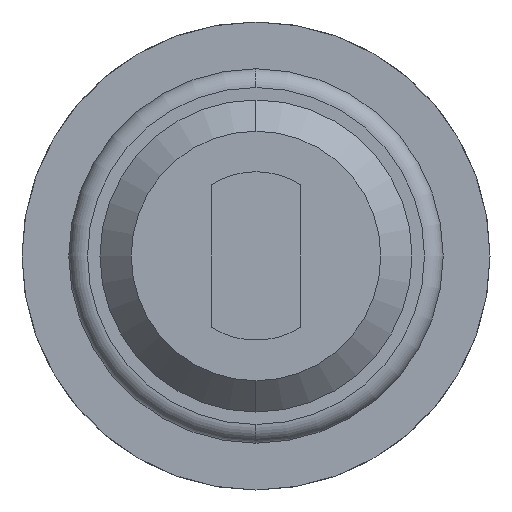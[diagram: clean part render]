
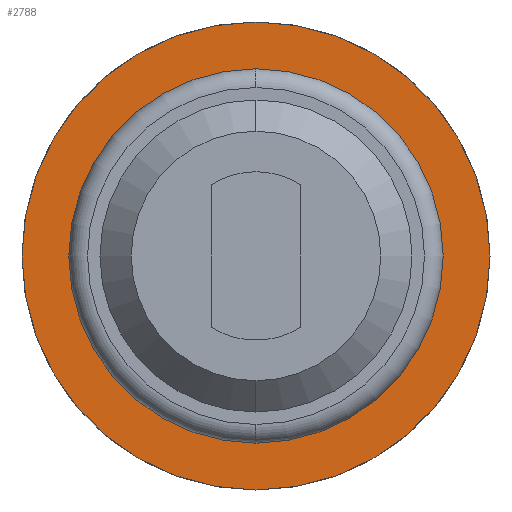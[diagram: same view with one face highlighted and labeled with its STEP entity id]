
A CAD part, front view. The second image highlights one B-rep face of the part: STEP entity #2788.
In plain terms, the highlighted planar face has unit normal (0, -1, 0).
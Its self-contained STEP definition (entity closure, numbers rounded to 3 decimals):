
#15 = VERTEX_POINT ( 'NONE', #2196 ) ;
#47 = CARTESIAN_POINT ( 'NONE',  ( 0., 20., 0. ) ) ;
#144 = CARTESIAN_POINT ( 'NONE',  ( 0., 20., 0. ) ) ;
#179 = AXIS2_PLACEMENT_3D ( 'NONE', #47, #1101, #3156 ) ;
#300 = AXIS2_PLACEMENT_3D ( 'NONE', #887, #4369, #2323 ) ;
#331 = AXIS2_PLACEMENT_3D ( 'NONE', #144, #4274, #466 ) ;
#362 = EDGE_CURVE ( 'Defeature ausgef�hrt2_4+Defeature ausgef�hrt2_5+Defeature ausgef�hrt2_5+Defeature ausgef�hrt2_5', #2956, #15, #2499, .T. ) ;
#441 = DIRECTION ( 'NONE',  ( 0., -1., 0. ) ) ;
#466 = DIRECTION ( 'NONE',  ( 0., 0., 1. ) ) ;
#640 = CARTESIAN_POINT ( 'NONE',  ( 0., 20., 0. ) ) ;
#770 = PLANE ( 'NONE',  #1263 ) ;
#887 = CARTESIAN_POINT ( 'NONE',  ( 0., 20., 0. ) ) ;
#920 = DIRECTION ( 'NONE',  ( 0., -1., 0. ) ) ;
#929 = CIRCLE ( 'NONE', #300, 1.875 ) ;
#1051 = ORIENTED_EDGE ( 'NONE', *, *, #3148, .F. ) ;
#1101 = DIRECTION ( 'NONE',  ( 0., -1., 0. ) ) ;
#1179 = FACE_BOUND ( 'NONE', #4381, .T. ) ;
#1263 = AXIS2_PLACEMENT_3D ( 'NONE', #2176, #441, #3911 ) ;
#1286 = ORIENTED_EDGE ( 'NONE', *, *, #3210, .T. ) ;
#1580 = CARTESIAN_POINT ( 'NONE',  ( 0., 20., 1.875 ) ) ;
#1737 = AXIS2_PLACEMENT_3D ( 'NONE', #640, #920, #3335 ) ;
#2176 = CARTESIAN_POINT ( 'NONE',  ( -1.5, 20., 0. ) ) ;
#2196 = CARTESIAN_POINT ( 'NONE',  ( 0., 20., 1.5 ) ) ;
#2205 = FACE_OUTER_BOUND ( 'NONE', #2558, .T. ) ;
#2272 = CIRCLE ( 'NONE', #179, 1.5 ) ;
#2323 = DIRECTION ( 'NONE',  ( 0., 0., 1. ) ) ;
#2499 = CIRCLE ( 'NONE', #1737, 1.5 ) ;
#2558 = EDGE_LOOP ( 'NONE', ( #1286, #3437 ) ) ;
#2738 = CIRCLE ( 'NONE', #331, 1.875 ) ;
#2788 = ADVANCED_FACE ( 'Defeature ausgef�hrt2_5', ( #2205, #1179 ), #770, .T. ) ;
#2956 = VERTEX_POINT ( 'NONE', #3368 ) ;
#3148 = EDGE_CURVE ( 'Defeature ausgef�hrt2_4+Defeature ausgef�hrt2_5+Defeature ausgef�hrt2_5+Defeature ausgef�hrt2_5', #15, #2956, #2272, .T. ) ;
#3156 = DIRECTION ( 'NONE',  ( 0., 0., 1. ) ) ;
#3210 = EDGE_CURVE ( 'Defeature ausgef�hrt2_5+Defeature ausgef�hrt2_6+Defeature ausgef�hrt2_6+Defeature ausgef�hrt2_6', #3614, #3817, #2738, .T. ) ;
#3335 = DIRECTION ( 'NONE',  ( 0., 0., 1. ) ) ;
#3368 = CARTESIAN_POINT ( 'NONE',  ( 0., 20., -1.5 ) ) ;
#3437 = ORIENTED_EDGE ( 'NONE', *, *, #4159, .T. ) ;
#3614 = VERTEX_POINT ( 'NONE', #1580 ) ;
#3737 = CARTESIAN_POINT ( 'NONE',  ( 0., 20., -1.875 ) ) ;
#3817 = VERTEX_POINT ( 'NONE', #3737 ) ;
#3911 = DIRECTION ( 'NONE',  ( 0., 0., 1. ) ) ;
#4015 = ORIENTED_EDGE ( 'NONE', *, *, #362, .F. ) ;
#4159 = EDGE_CURVE ( 'Defeature ausgef�hrt2_5+Defeature ausgef�hrt2_6+Defeature ausgef�hrt2_6+Defeature ausgef�hrt2_6', #3817, #3614, #929, .T. ) ;
#4274 = DIRECTION ( 'NONE',  ( 0., -1., 0. ) ) ;
#4369 = DIRECTION ( 'NONE',  ( 0., -1., 0. ) ) ;
#4381 = EDGE_LOOP ( 'NONE', ( #1051, #4015 ) ) ;
